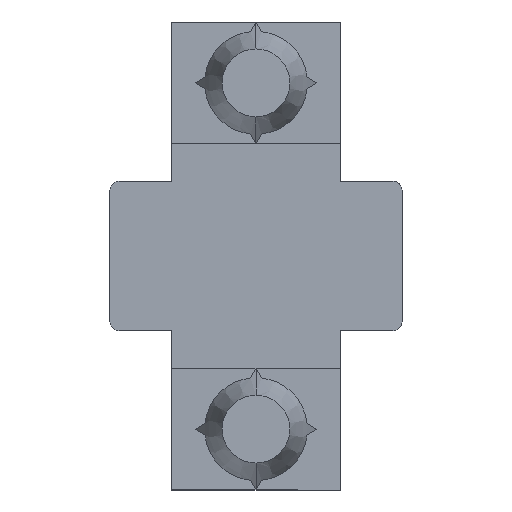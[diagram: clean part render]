
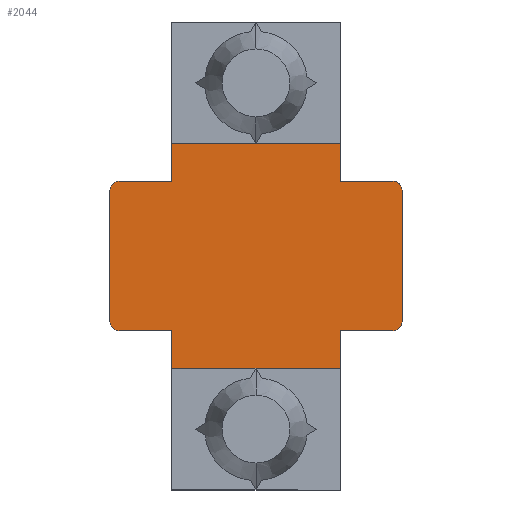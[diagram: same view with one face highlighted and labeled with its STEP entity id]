
A CAD part, front view. The second image highlights one B-rep face of the part: STEP entity #2044.
In plain terms, the highlighted planar face has unit normal (0, -1, 0).
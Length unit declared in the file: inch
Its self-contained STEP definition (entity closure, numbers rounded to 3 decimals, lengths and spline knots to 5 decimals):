
#2 = DIRECTION ( 'NONE',  ( 0., -1., 0. ) ) ;
#28 = VERTEX_POINT ( 'NONE', #1050 ) ;
#29 = CARTESIAN_POINT ( 'NONE',  ( -0.045, -0.65, -0.0825 ) ) ;
#31 = DIRECTION ( 'NONE',  ( 0., 0., -1. ) ) ;
#36 = LINE ( 'NONE', #1780, #514 ) ;
#46 = EDGE_CURVE ( 'NONE', #1569, #406, #2008, .T. ) ;
#74 = DIRECTION ( 'NONE',  ( 0., 0., 1. ) ) ;
#82 = LINE ( 'NONE', #1694, #1294 ) ;
#103 = CARTESIAN_POINT ( 'NONE',  ( 0., -0.65, 0.04 ) ) ;
#113 = CIRCLE ( 'NONE', #2039, 0.005 ) ;
#135 = EDGE_CURVE ( 'NONE', #1334, #201, #1854, .T. ) ;
#149 = ORIENTED_EDGE ( 'NONE', *, *, #1590, .T. ) ;
#157 = EDGE_CURVE ( 'NONE', #684, #28, #1763, .T. ) ;
#183 = CARTESIAN_POINT ( 'NONE',  ( 0., -0.65, -0.06 ) ) ;
#184 = EDGE_CURVE ( 'NONE', #657, #717, #1638, .T. ) ;
#201 = VERTEX_POINT ( 'NONE', #1788 ) ;
#202 = DIRECTION ( 'NONE',  ( -1., 0., 0. ) ) ;
#226 = PLANE ( 'NONE',  #1402 ) ;
#236 = DIRECTION ( 'NONE',  ( 0., 0., 1. ) ) ;
#241 = CARTESIAN_POINT ( 'NONE',  ( 0.078, -0.65, -0.035 ) ) ;
#273 = DIRECTION ( 'NONE',  ( 0., 0., 1. ) ) ;
#351 = CARTESIAN_POINT ( 'NONE',  ( 0.073, -0.65, -0.035 ) ) ;
#363 = EDGE_CURVE ( 'NONE', #1569, #1445, #82, .T. ) ;
#366 = CARTESIAN_POINT ( 'NONE',  ( -0.078, -0.65, 0.035 ) ) ;
#368 = CARTESIAN_POINT ( 'NONE',  ( -0.045, -0.65, 0.06 ) ) ;
#373 = VERTEX_POINT ( 'NONE', #1045 ) ;
#383 = VECTOR ( 'NONE', #1149, 39.37008 ) ;
#406 = VERTEX_POINT ( 'NONE', #1056 ) ;
#411 = VECTOR ( 'NONE', #1665, 39.37008 ) ;
#434 = ORIENTED_EDGE ( 'NONE', *, *, #363, .F. ) ;
#443 = ORIENTED_EDGE ( 'NONE', *, *, #553, .F. ) ;
#449 = AXIS2_PLACEMENT_3D ( 'NONE', #351, #811, #1793 ) ;
#480 = VECTOR ( 'NONE', #1176, 39.37008 ) ;
#496 = ORIENTED_EDGE ( 'NONE', *, *, #184, .T. ) ;
#507 = CARTESIAN_POINT ( 'NONE',  ( 0.045, -0.65, 0.06 ) ) ;
#514 = VECTOR ( 'NONE', #1391, 39.37008 ) ;
#520 = LINE ( 'NONE', #29, #383 ) ;
#553 = EDGE_CURVE ( 'NONE', #1750, #717, #2025, .T. ) ;
#557 = EDGE_CURVE ( 'NONE', #684, #605, #619, .T. ) ;
#558 = ORIENTED_EDGE ( 'NONE', *, *, #1621, .F. ) ;
#564 = CARTESIAN_POINT ( 'NONE',  ( -0.045, -0.65, 0.04 ) ) ;
#590 = DIRECTION ( 'NONE',  ( 0., 0., 1. ) ) ;
#598 = DIRECTION ( 'NONE',  ( -1., 0., 0. ) ) ;
#599 = CARTESIAN_POINT ( 'NONE',  ( -0.045, -0.65, -0.04 ) ) ;
#605 = VERTEX_POINT ( 'NONE', #368 ) ;
#609 = VECTOR ( 'NONE', #1834, 39.37008 ) ;
#611 = VECTOR ( 'NONE', #202, 39.37008 ) ;
#619 = LINE ( 'NONE', #1890, #769 ) ;
#626 = EDGE_CURVE ( 'NONE', #201, #1388, #520, .T. ) ;
#657 = VERTEX_POINT ( 'NONE', #1454 ) ;
#666 = ORIENTED_EDGE ( 'NONE', *, *, #1517, .T. ) ;
#670 = CIRCLE ( 'NONE', #1261, 0.005 ) ;
#680 = CARTESIAN_POINT ( 'NONE',  ( 0., -0.65, 0.04 ) ) ;
#683 = DIRECTION ( 'NONE',  ( 0., -1., 0. ) ) ;
#684 = VERTEX_POINT ( 'NONE', #507 ) ;
#689 = ORIENTED_EDGE ( 'NONE', *, *, #1646, .F. ) ;
#717 = VERTEX_POINT ( 'NONE', #241 ) ;
#766 = CARTESIAN_POINT ( 'NONE',  ( 0.078, -0.65, 0. ) ) ;
#769 = VECTOR ( 'NONE', #598, 39.37008 ) ;
#811 = DIRECTION ( 'NONE',  ( 0., -1., 0. ) ) ;
#827 = ORIENTED_EDGE ( 'NONE', *, *, #1758, .F. ) ;
#846 = CARTESIAN_POINT ( 'NONE',  ( 0., -0.65, -0.04 ) ) ;
#914 = VECTOR ( 'NONE', #2019, 39.37008 ) ;
#960 = CARTESIAN_POINT ( 'NONE',  ( -0.073, -0.65, 0.04 ) ) ;
#1004 = VECTOR ( 'NONE', #31, 39.37008 ) ;
#1019 = CARTESIAN_POINT ( 'NONE',  ( 0.073, -0.65, 0.035 ) ) ;
#1045 = CARTESIAN_POINT ( 'NONE',  ( 0.073, -0.65, 0.04 ) ) ;
#1050 = CARTESIAN_POINT ( 'NONE',  ( 0.045, -0.65, 0.04 ) ) ;
#1056 = CARTESIAN_POINT ( 'NONE',  ( -0.073, -0.65, -0.04 ) ) ;
#1058 = DIRECTION ( 'NONE',  ( 0., 0., 1. ) ) ;
#1068 = CARTESIAN_POINT ( 'NONE',  ( 0.078, -0.65, 0.035 ) ) ;
#1111 = VERTEX_POINT ( 'NONE', #564 ) ;
#1125 = ORIENTED_EDGE ( 'NONE', *, *, #1273, .F. ) ;
#1137 = ORIENTED_EDGE ( 'NONE', *, *, #2005, .T. ) ;
#1140 = ORIENTED_EDGE ( 'NONE', *, *, #157, .F. ) ;
#1149 = DIRECTION ( 'NONE',  ( 0., 0., 1. ) ) ;
#1151 = CARTESIAN_POINT ( 'NONE',  ( 0.045, -0.65, 0. ) ) ;
#1154 = DIRECTION ( 'NONE',  ( 0., -1., 0. ) ) ;
#1157 = DIRECTION ( 'NONE',  ( 0., 0., 1. ) ) ;
#1176 = DIRECTION ( 'NONE',  ( 1., 0., 0. ) ) ;
#1187 = LINE ( 'NONE', #680, #480 ) ;
#1192 = ORIENTED_EDGE ( 'NONE', *, *, #46, .T. ) ;
#1212 = ORIENTED_EDGE ( 'NONE', *, *, #557, .T. ) ;
#1261 = AXIS2_PLACEMENT_3D ( 'NONE', #1809, #1154, #74 ) ;
#1273 = EDGE_CURVE ( 'NONE', #1519, #1111, #1871, .T. ) ;
#1294 = VECTOR ( 'NONE', #590, 39.37008 ) ;
#1308 = LINE ( 'NONE', #1492, #411 ) ;
#1319 = LINE ( 'NONE', #846, #609 ) ;
#1334 = VERTEX_POINT ( 'NONE', #1986 ) ;
#1388 = VERTEX_POINT ( 'NONE', #599 ) ;
#1391 = DIRECTION ( 'NONE',  ( 0., 0., 1. ) ) ;
#1402 = AXIS2_PLACEMENT_3D ( 'NONE', #1831, #1820, #236 ) ;
#1427 = EDGE_LOOP ( 'NONE', ( #496, #443, #149, #1951, #1140, #1212, #827, #1125, #1137, #434, #1192, #558, #1934, #1628, #666, #689 ) ) ;
#1445 = VERTEX_POINT ( 'NONE', #366 ) ;
#1454 = CARTESIAN_POINT ( 'NONE',  ( 0.073, -0.65, -0.04 ) ) ;
#1492 = CARTESIAN_POINT ( 'NONE',  ( 0., -0.65, -0.04 ) ) ;
#1515 = VERTEX_POINT ( 'NONE', #1950 ) ;
#1517 = EDGE_CURVE ( 'NONE', #1334, #1515, #36, .T. ) ;
#1519 = VERTEX_POINT ( 'NONE', #960 ) ;
#1569 = VERTEX_POINT ( 'NONE', #1969 ) ;
#1572 = AXIS2_PLACEMENT_3D ( 'NONE', #1732, #2, #1058 ) ;
#1590 = EDGE_CURVE ( 'NONE', #1750, #373, #113, .T. ) ;
#1621 = EDGE_CURVE ( 'NONE', #1388, #406, #1308, .T. ) ;
#1628 = ORIENTED_EDGE ( 'NONE', *, *, #135, .F. ) ;
#1637 = VECTOR ( 'NONE', #273, 39.37008 ) ;
#1638 = CIRCLE ( 'NONE', #449, 0.005 ) ;
#1646 = EDGE_CURVE ( 'NONE', #657, #1515, #1319, .T. ) ;
#1665 = DIRECTION ( 'NONE',  ( -1., 0., 0. ) ) ;
#1676 = FACE_OUTER_BOUND ( 'NONE', #1427, .T. ) ;
#1678 = VECTOR ( 'NONE', #2048, 39.37008 ) ;
#1694 = CARTESIAN_POINT ( 'NONE',  ( -0.078, -0.65, 0. ) ) ;
#1699 = CARTESIAN_POINT ( 'NONE',  ( -0.045, -0.65, 0.0825 ) ) ;
#1732 = CARTESIAN_POINT ( 'NONE',  ( -0.073, -0.65, -0.035 ) ) ;
#1750 = VERTEX_POINT ( 'NONE', #1068 ) ;
#1758 = EDGE_CURVE ( 'NONE', #1111, #605, #1856, .T. ) ;
#1763 = LINE ( 'NONE', #1151, #1004 ) ;
#1780 = CARTESIAN_POINT ( 'NONE',  ( 0.045, -0.65, -0.0825 ) ) ;
#1788 = CARTESIAN_POINT ( 'NONE',  ( -0.045, -0.65, -0.06 ) ) ;
#1793 = DIRECTION ( 'NONE',  ( 0., 0., 1. ) ) ;
#1809 = CARTESIAN_POINT ( 'NONE',  ( -0.073, -0.65, 0.035 ) ) ;
#1820 = DIRECTION ( 'NONE',  ( 0., 1., 0. ) ) ;
#1831 = CARTESIAN_POINT ( 'NONE',  ( -0.078, -0.65, -0.06 ) ) ;
#1834 = DIRECTION ( 'NONE',  ( -1., 0., 0. ) ) ;
#1854 = LINE ( 'NONE', #183, #611 ) ;
#1856 = LINE ( 'NONE', #1699, #1637 ) ;
#1871 = LINE ( 'NONE', #103, #914 ) ;
#1890 = CARTESIAN_POINT ( 'NONE',  ( 0., -0.65, 0.06 ) ) ;
#1934 = ORIENTED_EDGE ( 'NONE', *, *, #626, .F. ) ;
#1950 = CARTESIAN_POINT ( 'NONE',  ( 0.045, -0.65, -0.04 ) ) ;
#1951 = ORIENTED_EDGE ( 'NONE', *, *, #2029, .F. ) ;
#1969 = CARTESIAN_POINT ( 'NONE',  ( -0.078, -0.65, -0.035 ) ) ;
#1986 = CARTESIAN_POINT ( 'NONE',  ( 0.045, -0.65, -0.06 ) ) ;
#2005 = EDGE_CURVE ( 'NONE', #1519, #1445, #670, .T. ) ;
#2008 = CIRCLE ( 'NONE', #1572, 0.005 ) ;
#2019 = DIRECTION ( 'NONE',  ( 1., 0., 0. ) ) ;
#2025 = LINE ( 'NONE', #766, #1678 ) ;
#2029 = EDGE_CURVE ( 'NONE', #28, #373, #1187, .T. ) ;
#2039 = AXIS2_PLACEMENT_3D ( 'NONE', #1019, #683, #1157 ) ;
#2044 = ADVANCED_FACE ( 'NONE', ( #1676 ), #226, .F. ) ;
#2048 = DIRECTION ( 'NONE',  ( 0., 0., -1. ) ) ;
